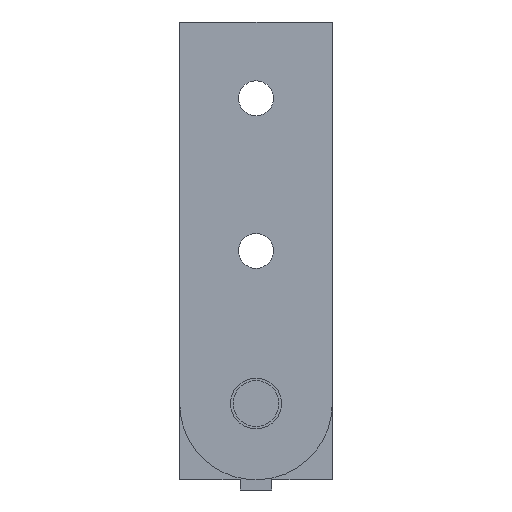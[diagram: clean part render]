
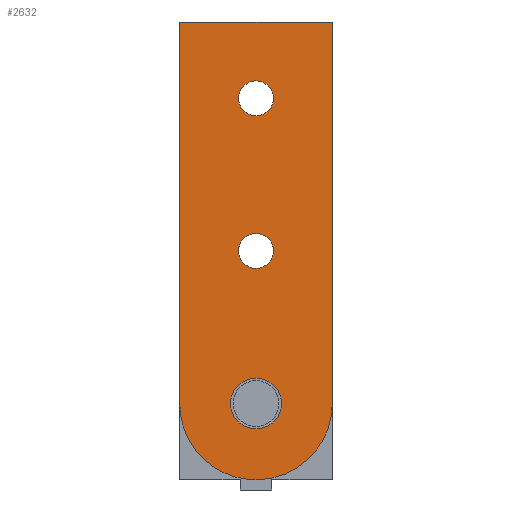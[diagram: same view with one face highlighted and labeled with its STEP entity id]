
A CAD part, left-side view. The second image highlights one B-rep face of the part: STEP entity #2632.
In plain terms, the highlighted planar face has unit normal (-1, 0, 0).
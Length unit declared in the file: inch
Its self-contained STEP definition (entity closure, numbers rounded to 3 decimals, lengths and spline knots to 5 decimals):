
#2258=CARTESIAN_POINT('',(-0.997,0.53033,0.21967));
#2259=VERTEX_POINT('',#2258);
#2275=CARTESIAN_POINT('',(-0.997,-0.75,0.75));
#2276=VERTEX_POINT('',#2275);
#2283=CARTESIAN_POINT('',(-0.997,0.,0.75));
#2284=DIRECTION('',(1.0,0.,0.));
#2285=DIRECTION('',(0.,0.707,-0.707));
#2286=AXIS2_PLACEMENT_3D('',#2283,#2284,#2285);
#2287=CIRCLE('',#2286,0.75);
#2288=EDGE_CURVE('',#2276,#2259,#2287,.T.);
#2298=CARTESIAN_POINT('',(-0.997,-0.171,3.75));
#2299=VERTEX_POINT('',#2298);
#2308=CARTESIAN_POINT('',(-0.997,0.171,3.75));
#2309=VERTEX_POINT('',#2308);
#2310=CARTESIAN_POINT('',(-0.997,0.,3.75));
#2311=DIRECTION('',(1.0,0.0,0.0));
#2312=DIRECTION('',(0.0,-1.0,0.0));
#2313=AXIS2_PLACEMENT_3D('',#2310,#2311,#2312);
#2314=CIRCLE('',#2313,0.171);
#2315=EDGE_CURVE('',#2309,#2299,#2314,.T.);
#2340=CARTESIAN_POINT('',(-0.997,-0.171,2.25));
#2341=VERTEX_POINT('',#2340);
#2350=CARTESIAN_POINT('',(-0.997,0.171,2.25));
#2351=VERTEX_POINT('',#2350);
#2352=CARTESIAN_POINT('',(-0.997,0.,2.25));
#2353=DIRECTION('',(1.0,0.0,0.0));
#2354=DIRECTION('',(0.0,-1.0,0.0));
#2355=AXIS2_PLACEMENT_3D('',#2352,#2353,#2354);
#2356=CIRCLE('',#2355,0.171);
#2357=EDGE_CURVE('',#2351,#2341,#2356,.T.);
#2382=CARTESIAN_POINT('',(-0.997,-0.25,0.75));
#2383=VERTEX_POINT('',#2382);
#2392=CARTESIAN_POINT('',(-0.997,0.25,0.75));
#2393=VERTEX_POINT('',#2392);
#2394=CARTESIAN_POINT('',(-0.997,0.,0.75));
#2395=DIRECTION('',(1.0,0.0,0.0));
#2396=DIRECTION('',(0.0,-1.0,0.0));
#2397=AXIS2_PLACEMENT_3D('',#2394,#2395,#2396);
#2398=CIRCLE('',#2397,0.25);
#2399=EDGE_CURVE('',#2393,#2383,#2398,.T.);
#2433=CARTESIAN_POINT('',(-0.997,0.,0.75));
#2434=DIRECTION('',(1.0,0.0,0.0));
#2435=DIRECTION('',(0.0,-1.0,0.0));
#2436=AXIS2_PLACEMENT_3D('',#2433,#2434,#2435);
#2437=CIRCLE('',#2436,0.25);
#2438=EDGE_CURVE('',#2383,#2393,#2437,.T.);
#2457=CARTESIAN_POINT('',(-0.997,0.,2.25));
#2458=DIRECTION('',(1.0,0.0,0.0));
#2459=DIRECTION('',(0.0,-1.0,0.0));
#2460=AXIS2_PLACEMENT_3D('',#2457,#2458,#2459);
#2461=CIRCLE('',#2460,0.171);
#2462=EDGE_CURVE('',#2341,#2351,#2461,.T.);
#2481=CARTESIAN_POINT('',(-0.997,0.,3.75));
#2482=DIRECTION('',(1.0,0.0,0.0));
#2483=DIRECTION('',(0.0,-1.0,0.0));
#2484=AXIS2_PLACEMENT_3D('',#2481,#2482,#2483);
#2485=CIRCLE('',#2484,0.171);
#2486=EDGE_CURVE('',#2299,#2309,#2485,.T.);
#2496=CARTESIAN_POINT('',(-0.997,-0.75,4.5));
#2497=VERTEX_POINT('',#2496);
#2498=CARTESIAN_POINT('',(-0.997,-0.75,4.5));
#2499=DIRECTION('',(0.0,0.0,-1.0));
#2500=VECTOR('',#2499,3.75);
#2501=LINE('',#2498,#2500);
#2502=EDGE_CURVE('',#2497,#2276,#2501,.T.);
#2528=CARTESIAN_POINT('',(-0.997,0.75,0.75));
#2529=VERTEX_POINT('',#2528);
#2530=CARTESIAN_POINT('',(-0.997,0.,0.75));
#2531=DIRECTION('',(1.0,0.,0.));
#2532=DIRECTION('',(0.,0.707,-0.707));
#2533=AXIS2_PLACEMENT_3D('',#2530,#2531,#2532);
#2534=CIRCLE('',#2533,0.75);
#2535=EDGE_CURVE('',#2259,#2529,#2534,.T.);
#2560=CARTESIAN_POINT('',(-0.997,0.75,4.5));
#2561=VERTEX_POINT('',#2560);
#2562=CARTESIAN_POINT('',(-0.997,0.75,0.75));
#2563=DIRECTION('',(0.0,0.0,1.0));
#2564=VECTOR('',#2563,3.75);
#2565=LINE('',#2562,#2564);
#2566=EDGE_CURVE('',#2529,#2561,#2565,.T.);
#2591=CARTESIAN_POINT('',(-0.997,0.75,4.5));
#2592=DIRECTION('',(0.0,-1.0,0.0));
#2593=VECTOR('',#2592,1.5);
#2594=LINE('',#2591,#2593);
#2595=EDGE_CURVE('',#2561,#2497,#2594,.T.);
#2608=CARTESIAN_POINT('',(-0.997,-0.75,4.5));
#2609=DIRECTION('',(-1.0,0.0,0.0));
#2610=DIRECTION('',(0.0,1.0,0.0));
#2611=AXIS2_PLACEMENT_3D('',#2608,#2609,#2610);
#2612=PLANE('',#2611);
#2613=ORIENTED_EDGE('',*,*,#2502,.F.);
#2614=ORIENTED_EDGE('',*,*,#2595,.F.);
#2615=ORIENTED_EDGE('',*,*,#2566,.F.);
#2616=ORIENTED_EDGE('',*,*,#2535,.F.);
#2617=ORIENTED_EDGE('',*,*,#2288,.F.);
#2618=EDGE_LOOP('',(#2613,#2614,#2615,#2616,#2617));
#2619=FACE_OUTER_BOUND('',#2618,.T.);
#2620=ORIENTED_EDGE('',*,*,#2438,.T.);
#2621=ORIENTED_EDGE('',*,*,#2399,.T.);
#2622=EDGE_LOOP('',(#2620,#2621));
#2623=FACE_BOUND('',#2622,.T.);
#2624=ORIENTED_EDGE('',*,*,#2462,.T.);
#2625=ORIENTED_EDGE('',*,*,#2357,.T.);
#2626=EDGE_LOOP('',(#2624,#2625));
#2627=FACE_BOUND('',#2626,.T.);
#2628=ORIENTED_EDGE('',*,*,#2486,.T.);
#2629=ORIENTED_EDGE('',*,*,#2315,.T.);
#2630=EDGE_LOOP('',(#2628,#2629));
#2631=FACE_BOUND('',#2630,.T.);
#2632=ADVANCED_FACE('',(#2619,#2623,#2627,#2631),#2612,.T.);
